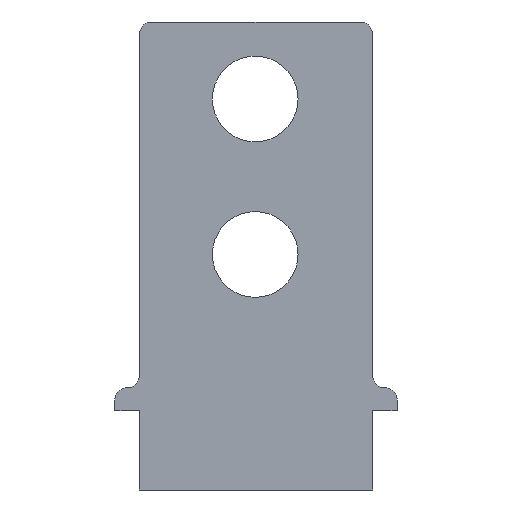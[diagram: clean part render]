
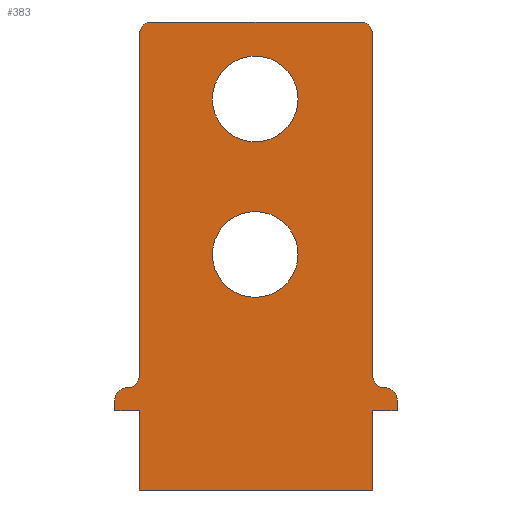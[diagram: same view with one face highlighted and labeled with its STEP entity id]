
A CAD part, front view. The second image highlights one B-rep face of the part: STEP entity #383.
In plain terms, the highlighted planar face has unit normal (0, -1, 0).
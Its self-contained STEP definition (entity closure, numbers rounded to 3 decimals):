
#25=FACE_BOUND('',#60,.T.);
#26=FACE_BOUND('',#61,.T.);
#37=FACE_OUTER_BOUND('',#59,.T.);
#59=EDGE_LOOP('',(#307,#308,#309,#310,#311,#312,#313,#314,#315,#316,#317,
#318,#319,#320,#321,#322));
#60=EDGE_LOOP('',(#323));
#61=EDGE_LOOP('',(#324));
#85=LINE('',#594,#123);
#88=LINE('',#602,#126);
#89=LINE('',#605,#127);
#93=LINE('',#617,#131);
#95=LINE('',#625,#133);
#96=LINE('',#627,#134);
#97=LINE('',#629,#135);
#98=LINE('',#631,#136);
#99=LINE('',#633,#137);
#100=LINE('',#634,#138);
#123=VECTOR('',#475,10.);
#126=VECTOR('',#484,10.);
#127=VECTOR('',#487,10.);
#131=VECTOR('',#501,10.);
#133=VECTOR('',#509,10.);
#134=VECTOR('',#510,10.);
#135=VECTOR('',#511,10.);
#136=VECTOR('',#512,10.);
#137=VECTOR('',#513,10.);
#138=VECTOR('',#514,10.);
#155=CIRCLE('',#405,7.);
#156=CIRCLE('',#407,2.);
#157=CIRCLE('',#410,2.);
#158=CIRCLE('',#414,2.);
#159=CIRCLE('',#416,2.);
#160=CIRCLE('',#419,2.);
#161=CIRCLE('',#420,2.);
#162=CIRCLE('',#421,7.);
#181=VERTEX_POINT('',#582);
#182=VERTEX_POINT('',#586);
#183=VERTEX_POINT('',#588);
#184=VERTEX_POINT('',#592);
#185=VERTEX_POINT('',#596);
#186=VERTEX_POINT('',#600);
#187=VERTEX_POINT('',#604);
#188=VERTEX_POINT('',#608);
#189=VERTEX_POINT('',#612);
#190=VERTEX_POINT('',#616);
#191=VERTEX_POINT('',#620);
#192=VERTEX_POINT('',#622);
#193=VERTEX_POINT('',#624);
#194=VERTEX_POINT('',#626);
#195=VERTEX_POINT('',#628);
#196=VERTEX_POINT('',#630);
#197=VERTEX_POINT('',#632);
#198=VERTEX_POINT('',#635);
#218=EDGE_CURVE('',#181,#181,#155,.F.);
#220=EDGE_CURVE('',#182,#183,#156,.T.);
#223=EDGE_CURVE('',#184,#182,#85,.F.);
#224=EDGE_CURVE('',#185,#184,#157,.T.);
#227=EDGE_CURVE('',#186,#185,#88,.F.);
#228=EDGE_CURVE('',#183,#187,#89,.F.);
#230=EDGE_CURVE('',#187,#188,#158,.T.);
#232=EDGE_CURVE('',#188,#189,#159,.T.);
#234=EDGE_CURVE('',#190,#189,#93,.T.);
#236=EDGE_CURVE('',#191,#186,#160,.T.);
#237=EDGE_CURVE('',#192,#191,#161,.T.);
#238=EDGE_CURVE('',#193,#192,#95,.T.);
#239=EDGE_CURVE('',#194,#193,#96,.F.);
#240=EDGE_CURVE('',#195,#194,#97,.F.);
#241=EDGE_CURVE('',#196,#195,#98,.T.);
#242=EDGE_CURVE('',#197,#196,#99,.F.);
#243=EDGE_CURVE('',#197,#190,#100,.T.);
#244=EDGE_CURVE('',#198,#198,#162,.F.);
#307=ORIENTED_EDGE('',*,*,#220,.F.);
#308=ORIENTED_EDGE('',*,*,#223,.F.);
#309=ORIENTED_EDGE('',*,*,#224,.F.);
#310=ORIENTED_EDGE('',*,*,#227,.F.);
#311=ORIENTED_EDGE('',*,*,#236,.F.);
#312=ORIENTED_EDGE('',*,*,#237,.F.);
#313=ORIENTED_EDGE('',*,*,#238,.F.);
#314=ORIENTED_EDGE('',*,*,#239,.F.);
#315=ORIENTED_EDGE('',*,*,#240,.F.);
#316=ORIENTED_EDGE('',*,*,#241,.F.);
#317=ORIENTED_EDGE('',*,*,#242,.F.);
#318=ORIENTED_EDGE('',*,*,#243,.T.);
#319=ORIENTED_EDGE('',*,*,#234,.T.);
#320=ORIENTED_EDGE('',*,*,#232,.F.);
#321=ORIENTED_EDGE('',*,*,#230,.F.);
#322=ORIENTED_EDGE('',*,*,#228,.F.);
#323=ORIENTED_EDGE('',*,*,#218,.T.);
#324=ORIENTED_EDGE('',*,*,#244,.T.);
#366=PLANE('',#418);
#383=ADVANCED_FACE('',(#37,#25,#26),#366,.F.);
#405=AXIS2_PLACEMENT_3D('',#584,#464,#465);
#407=AXIS2_PLACEMENT_3D('',#589,#469,#470);
#410=AXIS2_PLACEMENT_3D('',#597,#478,#479);
#414=AXIS2_PLACEMENT_3D('',#609,#491,#492);
#416=AXIS2_PLACEMENT_3D('',#613,#496,#497);
#418=AXIS2_PLACEMENT_3D('',#619,#503,#504);
#419=AXIS2_PLACEMENT_3D('',#621,#505,#506);
#420=AXIS2_PLACEMENT_3D('',#623,#507,#508);
#421=AXIS2_PLACEMENT_3D('',#636,#515,#516);
#464=DIRECTION('center_axis',(0.,-1.,0.));
#465=DIRECTION('ref_axis',(1.,0.,0.));
#469=DIRECTION('center_axis',(0.,1.,0.));
#470=DIRECTION('ref_axis',(0.707,0.,0.707));
#475=DIRECTION('',(-1.,0.,0.));
#478=DIRECTION('center_axis',(0.,1.,0.));
#479=DIRECTION('ref_axis',(-0.707,0.,0.707));
#484=DIRECTION('',(0.,0.,-1.));
#487=DIRECTION('',(0.,0.,1.));
#491=DIRECTION('center_axis',(0.,-1.,0.));
#492=DIRECTION('ref_axis',(-0.707,0.,-0.707));
#496=DIRECTION('center_axis',(0.,1.,0.));
#497=DIRECTION('ref_axis',(0.707,0.,0.707));
#501=DIRECTION('',(0.,0.,1.));
#503=DIRECTION('center_axis',(0.,1.,0.));
#504=DIRECTION('ref_axis',(-1.,0.,0.));
#505=DIRECTION('center_axis',(0.,-1.,0.));
#506=DIRECTION('ref_axis',(0.707,0.,-0.707));
#507=DIRECTION('center_axis',(0.,1.,0.));
#508=DIRECTION('ref_axis',(-0.707,0.,0.707));
#509=DIRECTION('',(0.,0.,1.));
#510=DIRECTION('',(1.,0.,0.));
#511=DIRECTION('',(0.,0.,-1.));
#512=DIRECTION('',(-1.,0.,0.));
#513=DIRECTION('',(0.,0.,1.));
#514=DIRECTION('',(1.,0.,0.));
#515=DIRECTION('center_axis',(0.,-1.,0.));
#516=DIRECTION('ref_axis',(1.,0.,0.));
#582=CARTESIAN_POINT('',(147.039,-614.715,143.322));
#584=CARTESIAN_POINT('Origin',(154.039,-614.715,143.322));
#586=CARTESIAN_POINT('',(171.216,-614.715,155.895));
#588=CARTESIAN_POINT('',(173.216,-614.715,153.895));
#589=CARTESIAN_POINT('Origin',(171.216,-614.715,153.895));
#592=CARTESIAN_POINT('',(137.116,-614.715,155.895));
#594=CARTESIAN_POINT('',(147.816,-614.715,155.895));
#596=CARTESIAN_POINT('',(135.116,-614.715,153.895));
#597=CARTESIAN_POINT('Origin',(137.116,-614.715,153.895));
#600=CARTESIAN_POINT('',(135.116,-614.715,98.15));
#602=CARTESIAN_POINT('',(135.116,-614.715,110.27));
#604=CARTESIAN_POINT('',(173.216,-614.715,98.15));
#605=CARTESIAN_POINT('',(173.216,-614.715,120.97));
#608=CARTESIAN_POINT('',(175.216,-614.715,96.15));
#609=CARTESIAN_POINT('Origin',(175.216,-614.715,98.15));
#612=CARTESIAN_POINT('',(177.216,-614.715,94.15));
#613=CARTESIAN_POINT('Origin',(175.216,-614.715,94.15));
#616=CARTESIAN_POINT('',(177.216,-614.715,92.404));
#617=CARTESIAN_POINT('',(177.216,-614.715,92.15));
#619=CARTESIAN_POINT('Origin',(154.166,-614.715,111.445));
#620=CARTESIAN_POINT('',(133.116,-614.715,96.15));
#621=CARTESIAN_POINT('Origin',(133.116,-614.715,98.15));
#622=CARTESIAN_POINT('',(131.116,-614.715,94.15));
#623=CARTESIAN_POINT('Origin',(133.116,-614.715,94.15));
#624=CARTESIAN_POINT('',(131.116,-614.715,92.404));
#625=CARTESIAN_POINT('',(131.116,-614.715,92.15));
#626=CARTESIAN_POINT('',(135.116,-614.715,92.404));
#627=CARTESIAN_POINT('',(144.641,-614.715,92.404));
#628=CARTESIAN_POINT('',(135.116,-614.715,79.45));
#629=CARTESIAN_POINT('',(135.116,-614.715,110.27));
#630=CARTESIAN_POINT('',(173.216,-614.715,79.45));
#631=CARTESIAN_POINT('',(141.72,-614.715,79.45));
#632=CARTESIAN_POINT('',(173.216,-614.715,92.404));
#633=CARTESIAN_POINT('',(173.216,-614.715,120.97));
#634=CARTESIAN_POINT('',(165.691,-614.715,92.404));
#635=CARTESIAN_POINT('',(147.039,-614.715,117.922));
#636=CARTESIAN_POINT('Origin',(154.039,-614.715,117.922));
